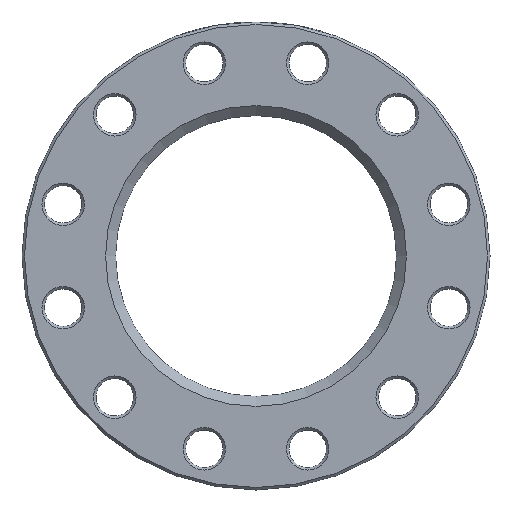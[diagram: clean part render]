
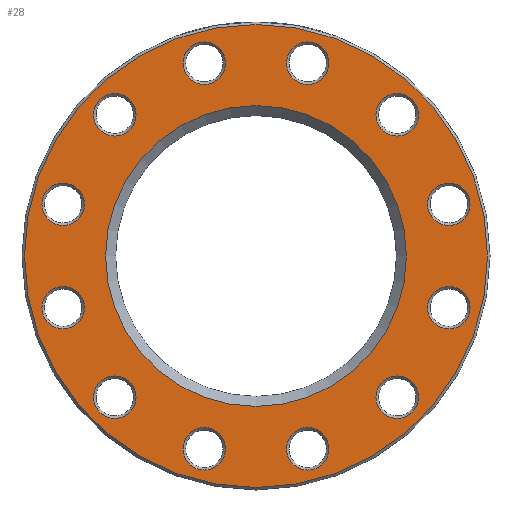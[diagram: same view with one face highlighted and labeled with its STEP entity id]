
A CAD part, left-side view. The second image highlights one B-rep face of the part: STEP entity #28.
In plain terms, the highlighted planar face has unit normal (-1, 0, 0).
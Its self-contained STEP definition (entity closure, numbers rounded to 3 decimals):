
#28 = ADVANCED_FACE ( 'NONE', ( #4753, #4442, #2666, #4414, #301, #5245, #3996, #4784, #5819, #1719, #1261, #3089, #1123, #3967 ), #650, .F. ) ;
#43 = CARTESIAN_POINT ( 'NONE',  ( 0., 113.137, -113.137 ) ) ;
#89 = CIRCLE ( 'NONE', #862, 17. ) ;
#129 = CIRCLE ( 'NONE', #1759, 17. ) ;
#180 = EDGE_CURVE ( 'NONE', #1954, #1954, #5597, .T. ) ;
#200 = EDGE_LOOP ( 'NONE', ( #568 ) ) ;
#228 = ORIENTED_EDGE ( 'NONE', *, *, #3623, .T. ) ;
#232 = VERTEX_POINT ( 'NONE', #4382 ) ;
#241 = CIRCLE ( 'NONE', #1009, 185.5 ) ;
#288 = EDGE_CURVE ( 'NONE', #3233, #3233, #4795, .T. ) ;
#301 = FACE_BOUND ( 'NONE', #1670, .T. ) ;
#306 = EDGE_LOOP ( 'NONE', ( #228 ) ) ;
#319 = VERTEX_POINT ( 'NONE', #4915 ) ;
#373 = AXIS2_PLACEMENT_3D ( 'NONE', #1138, #1464, #2966 ) ;
#379 = DIRECTION ( 'NONE',  ( 1., 0., 0. ) ) ;
#430 = EDGE_CURVE ( 'NONE', #4637, #4637, #3740, .T. ) ;
#435 = CARTESIAN_POINT ( 'NONE',  ( 0., -41.411, 137.548 ) ) ;
#568 = ORIENTED_EDGE ( 'NONE', *, *, #180, .T. ) ;
#593 = EDGE_LOOP ( 'NONE', ( #660 ) ) ;
#594 = DIRECTION ( 'NONE',  ( 0., 0., -1. ) ) ;
#650 = PLANE ( 'NONE',  #5102 ) ;
#660 = ORIENTED_EDGE ( 'NONE', *, *, #3106, .T. ) ;
#693 = VERTEX_POINT ( 'NONE', #1657 ) ;
#779 = DIRECTION ( 'NONE',  ( 0., 0., -1. ) ) ;
#784 = DIRECTION ( 'NONE',  ( 1., 0., 0. ) ) ;
#862 = AXIS2_PLACEMENT_3D ( 'NONE', #43, #1365, #2804 ) ;
#891 = ORIENTED_EDGE ( 'NONE', *, *, #3666, .T. ) ;
#988 = EDGE_CURVE ( 'NONE', #5527, #5527, #2547, .T. ) ;
#1009 = AXIS2_PLACEMENT_3D ( 'NONE', #1114, #3103, #2049 ) ;
#1040 = DIRECTION ( 'NONE',  ( 0., 0., -1. ) ) ;
#1070 = CARTESIAN_POINT ( 'NONE',  ( 0., 0., 0. ) ) ;
#1072 = EDGE_LOOP ( 'NONE', ( #891 ) ) ;
#1110 = VERTEX_POINT ( 'NONE', #2548 ) ;
#1114 = CARTESIAN_POINT ( 'NONE',  ( 0., 0., 0. ) ) ;
#1123 = FACE_BOUND ( 'NONE', #1166, .T. ) ;
#1137 = CARTESIAN_POINT ( 'NONE',  ( 0., 113.137, 96.137 ) ) ;
#1138 = CARTESIAN_POINT ( 'NONE',  ( 0., 41.411, 154.548 ) ) ;
#1166 = EDGE_LOOP ( 'NONE', ( #4855 ) ) ;
#1168 = CARTESIAN_POINT ( 'NONE',  ( 0., -41.411, -171.548 ) ) ;
#1231 = CARTESIAN_POINT ( 'NONE',  ( 0., -154.548, 41.411 ) ) ;
#1261 = FACE_BOUND ( 'NONE', #306, .T. ) ;
#1274 = DIRECTION ( 'NONE',  ( 0., 0., -1. ) ) ;
#1303 = EDGE_CURVE ( 'NONE', #2107, #2107, #89, .T. ) ;
#1312 = AXIS2_PLACEMENT_3D ( 'NONE', #3420, #5251, #5746 ) ;
#1333 = VERTEX_POINT ( 'NONE', #435 ) ;
#1365 = DIRECTION ( 'NONE',  ( 1., 0., 0. ) ) ;
#1393 = EDGE_CURVE ( 'NONE', #2997, #2997, #5779, .T. ) ;
#1424 = AXIS2_PLACEMENT_3D ( 'NONE', #1231, #2665, #1743 ) ;
#1464 = DIRECTION ( 'NONE',  ( 1., 0., 0. ) ) ;
#1487 = DIRECTION ( 'NONE',  ( 1., 0., 0. ) ) ;
#1494 = EDGE_CURVE ( 'NONE', #4765, #4765, #1616, .T. ) ;
#1500 = CARTESIAN_POINT ( 'NONE',  ( 0., -113.137, 96.137 ) ) ;
#1598 = DIRECTION ( 'NONE',  ( 1., 0., 0. ) ) ;
#1613 = EDGE_LOOP ( 'NONE', ( #5590 ) ) ;
#1616 = CIRCLE ( 'NONE', #1312, 17. ) ;
#1623 = VERTEX_POINT ( 'NONE', #1168 ) ;
#1657 = CARTESIAN_POINT ( 'NONE',  ( 0., -154.548, 24.411 ) ) ;
#1670 = EDGE_LOOP ( 'NONE', ( #5315 ) ) ;
#1678 = CIRCLE ( 'NONE', #5019, 120.5 ) ;
#1719 = FACE_BOUND ( 'NONE', #2333, .T. ) ;
#1743 = DIRECTION ( 'NONE',  ( 0., 0., -1. ) ) ;
#1759 = AXIS2_PLACEMENT_3D ( 'NONE', #5489, #3165, #2686 ) ;
#1847 = EDGE_LOOP ( 'NONE', ( #3859 ) ) ;
#1954 = VERTEX_POINT ( 'NONE', #2809 ) ;
#2000 = DIRECTION ( 'NONE',  ( 0., 0., -1. ) ) ;
#2049 = DIRECTION ( 'NONE',  ( 0., 0., -1. ) ) ;
#2107 = VERTEX_POINT ( 'NONE', #3429 ) ;
#2172 = CARTESIAN_POINT ( 'NONE',  ( 0., 112.5, 0. ) ) ;
#2333 = EDGE_LOOP ( 'NONE', ( #5414 ) ) ;
#2422 = EDGE_CURVE ( 'NONE', #693, #693, #5559, .T. ) ;
#2490 = VERTEX_POINT ( 'NONE', #4350 ) ;
#2495 = AXIS2_PLACEMENT_3D ( 'NONE', #5034, #4698, #594 ) ;
#2547 = CIRCLE ( 'NONE', #5869, 17. ) ;
#2548 = CARTESIAN_POINT ( 'NONE',  ( 0., 0., -120.5 ) ) ;
#2665 = DIRECTION ( 'NONE',  ( 1., 0., 0. ) ) ;
#2666 = FACE_BOUND ( 'NONE', #5833, .T. ) ;
#2686 = DIRECTION ( 'NONE',  ( 0., 0., -1. ) ) ;
#2731 = AXIS2_PLACEMENT_3D ( 'NONE', #4891, #784, #3230 ) ;
#2804 = DIRECTION ( 'NONE',  ( 0., 0., -1. ) ) ;
#2809 = CARTESIAN_POINT ( 'NONE',  ( 0., 154.548, 24.411 ) ) ;
#2856 = EDGE_CURVE ( 'NONE', #1623, #1623, #129, .T. ) ;
#2920 = ORIENTED_EDGE ( 'NONE', *, *, #288, .T. ) ;
#2966 = DIRECTION ( 'NONE',  ( 0., 0., -1. ) ) ;
#2997 = VERTEX_POINT ( 'NONE', #4859 ) ;
#3089 = FACE_BOUND ( 'NONE', #5285, .T. ) ;
#3103 = DIRECTION ( 'NONE',  ( -1., 0., 0. ) ) ;
#3106 = EDGE_CURVE ( 'NONE', #1110, #1110, #1678, .T. ) ;
#3165 = DIRECTION ( 'NONE',  ( 1., 0., 0. ) ) ;
#3188 = DIRECTION ( 'NONE',  ( 1., 0., 0. ) ) ;
#3230 = DIRECTION ( 'NONE',  ( 0., 0., -1. ) ) ;
#3233 = VERTEX_POINT ( 'NONE', #4573 ) ;
#3420 = CARTESIAN_POINT ( 'NONE',  ( 0., 113.137, 113.137 ) ) ;
#3429 = CARTESIAN_POINT ( 'NONE',  ( 0., 113.137, -130.137 ) ) ;
#3434 = DIRECTION ( 'NONE',  ( 0., 0., -1. ) ) ;
#3440 = DIRECTION ( 'NONE',  ( 1., 0., 0. ) ) ;
#3464 = CIRCLE ( 'NONE', #5192, 17. ) ;
#3516 = CIRCLE ( 'NONE', #2731, 17. ) ;
#3590 = CARTESIAN_POINT ( 'NONE',  ( 0., 41.411, -154.548 ) ) ;
#3623 = EDGE_CURVE ( 'NONE', #232, #232, #5727, .T. ) ;
#3666 = EDGE_CURVE ( 'NONE', #2490, #2490, #241, .T. ) ;
#3740 = CIRCLE ( 'NONE', #373, 17. ) ;
#3748 = CARTESIAN_POINT ( 'NONE',  ( 0., 41.411, 137.548 ) ) ;
#3841 = ORIENTED_EDGE ( 'NONE', *, *, #1494, .T. ) ;
#3859 = ORIENTED_EDGE ( 'NONE', *, *, #5935, .T. ) ;
#3907 = CARTESIAN_POINT ( 'NONE',  ( 0., -113.137, -113.137 ) ) ;
#3938 = AXIS2_PLACEMENT_3D ( 'NONE', #4275, #3440, #2000 ) ;
#3967 = FACE_BOUND ( 'NONE', #200, .T. ) ;
#3996 = FACE_BOUND ( 'NONE', #1613, .T. ) ;
#4049 = EDGE_LOOP ( 'NONE', ( #4308 ) ) ;
#4089 = DIRECTION ( 'NONE',  ( 0., 0., -1. ) ) ;
#4146 = CARTESIAN_POINT ( 'NONE',  ( 0., 154.548, 41.411 ) ) ;
#4275 = CARTESIAN_POINT ( 'NONE',  ( 0., -154.548, -41.411 ) ) ;
#4308 = ORIENTED_EDGE ( 'NONE', *, *, #430, .T. ) ;
#4348 = ORIENTED_EDGE ( 'NONE', *, *, #1303, .T. ) ;
#4350 = CARTESIAN_POINT ( 'NONE',  ( 0., 0., -185.5 ) ) ;
#4382 = CARTESIAN_POINT ( 'NONE',  ( 0., 41.411, -171.548 ) ) ;
#4414 = FACE_BOUND ( 'NONE', #4049, .T. ) ;
#4442 = FACE_OUTER_BOUND ( 'NONE', #1072, .T. ) ;
#4453 = ORIENTED_EDGE ( 'NONE', *, *, #988, .T. ) ;
#4573 = CARTESIAN_POINT ( 'NONE',  ( 0., -154.548, -58.411 ) ) ;
#4637 = VERTEX_POINT ( 'NONE', #3748 ) ;
#4698 = DIRECTION ( 'NONE',  ( 1., 0., 0. ) ) ;
#4753 = FACE_BOUND ( 'NONE', #593, .T. ) ;
#4765 = VERTEX_POINT ( 'NONE', #1137 ) ;
#4784 = FACE_BOUND ( 'NONE', #5554, .T. ) ;
#4795 = CIRCLE ( 'NONE', #3938, 17. ) ;
#4804 = EDGE_CURVE ( 'NONE', #1333, #1333, #3516, .T. ) ;
#4855 = ORIENTED_EDGE ( 'NONE', *, *, #1393, .T. ) ;
#4859 = CARTESIAN_POINT ( 'NONE',  ( 0., 154.548, -58.411 ) ) ;
#4891 = CARTESIAN_POINT ( 'NONE',  ( 0., -41.411, 154.548 ) ) ;
#4915 = CARTESIAN_POINT ( 'NONE',  ( 0., -113.137, -130.137 ) ) ;
#4924 = DIRECTION ( 'NONE',  ( 0., 0., -1. ) ) ;
#4940 = DIRECTION ( 'NONE',  ( 1., 0., 0. ) ) ;
#5019 = AXIS2_PLACEMENT_3D ( 'NONE', #1070, #1487, #1040 ) ;
#5034 = CARTESIAN_POINT ( 'NONE',  ( 0., 154.548, -41.411 ) ) ;
#5102 = AXIS2_PLACEMENT_3D ( 'NONE', #2172, #379, #4924 ) ;
#5138 = AXIS2_PLACEMENT_3D ( 'NONE', #3590, #5428, #779 ) ;
#5192 = AXIS2_PLACEMENT_3D ( 'NONE', #3907, #1598, #3434 ) ;
#5245 = FACE_BOUND ( 'NONE', #5544, .T. ) ;
#5251 = DIRECTION ( 'NONE',  ( 1., 0., 0. ) ) ;
#5285 = EDGE_LOOP ( 'NONE', ( #4348 ) ) ;
#5315 = ORIENTED_EDGE ( 'NONE', *, *, #4804, .T. ) ;
#5394 = AXIS2_PLACEMENT_3D ( 'NONE', #4146, #3188, #4089 ) ;
#5398 = CARTESIAN_POINT ( 'NONE',  ( 0., -113.137, 113.137 ) ) ;
#5414 = ORIENTED_EDGE ( 'NONE', *, *, #2856, .T. ) ;
#5428 = DIRECTION ( 'NONE',  ( 1., 0., 0. ) ) ;
#5489 = CARTESIAN_POINT ( 'NONE',  ( 0., -41.411, -154.548 ) ) ;
#5527 = VERTEX_POINT ( 'NONE', #1500 ) ;
#5544 = EDGE_LOOP ( 'NONE', ( #4453 ) ) ;
#5554 = EDGE_LOOP ( 'NONE', ( #2920 ) ) ;
#5559 = CIRCLE ( 'NONE', #1424, 17. ) ;
#5590 = ORIENTED_EDGE ( 'NONE', *, *, #2422, .T. ) ;
#5597 = CIRCLE ( 'NONE', #5394, 17. ) ;
#5727 = CIRCLE ( 'NONE', #5138, 17. ) ;
#5746 = DIRECTION ( 'NONE',  ( 0., 0., -1. ) ) ;
#5779 = CIRCLE ( 'NONE', #2495, 17. ) ;
#5819 = FACE_BOUND ( 'NONE', #1847, .T. ) ;
#5833 = EDGE_LOOP ( 'NONE', ( #3841 ) ) ;
#5869 = AXIS2_PLACEMENT_3D ( 'NONE', #5398, #4940, #1274 ) ;
#5935 = EDGE_CURVE ( 'NONE', #319, #319, #3464, .T. ) ;
